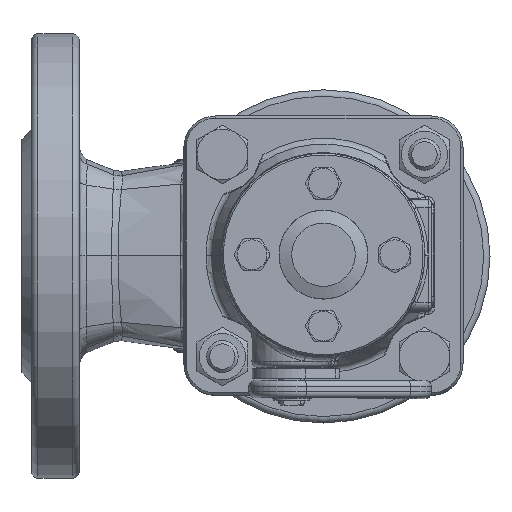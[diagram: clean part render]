
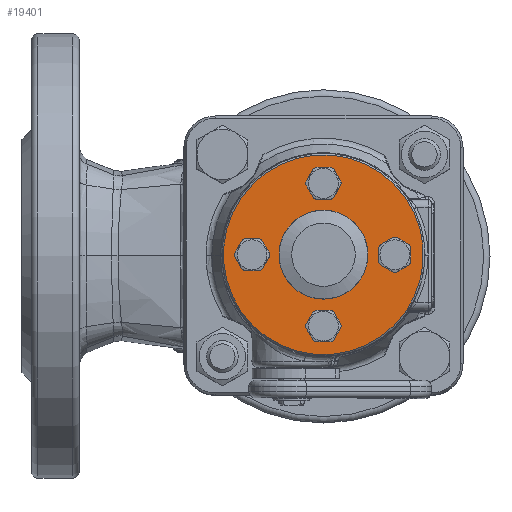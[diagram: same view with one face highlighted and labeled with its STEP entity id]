
A CAD part, top view. The second image highlights one B-rep face of the part: STEP entity #19401.
In plain terms, the highlighted planar face has unit normal (0, 0, 1).
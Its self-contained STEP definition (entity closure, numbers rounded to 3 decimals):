
#19165=CARTESIAN_POINT('',(22.275,-22.277,230.5));
#19166=VERTEX_POINT('',#19165);
#19167=CARTESIAN_POINT('',(-22.273,22.271,230.5));
#19168=VERTEX_POINT('',#19167);
#19169=CARTESIAN_POINT('',(0.001,-0.003,230.5));
#19170=DIRECTION('',(0.,-0.,1.));
#19171=DIRECTION('',(-0.707,0.707,0.));
#19172=AXIS2_PLACEMENT_3D('',#19169,#19170,#19171);
#19173=CIRCLE('',#19172,31.5);
#19174=EDGE_CURVE('NONE',#19166,#19168,#19173,.T.);
#19176=CARTESIAN_POINT('',(0.001,-0.003,230.5));
#19177=DIRECTION('',(0.,-0.,1.));
#19178=DIRECTION('',(-0.707,0.707,0.));
#19179=AXIS2_PLACEMENT_3D('',#19176,#19177,#19178);
#19180=CIRCLE('',#19179,31.5);
#19181=EDGE_CURVE('NONE',#19168,#19166,#19180,.T.);
#19237=CARTESIAN_POINT('',(9.9,-9.902,230.5));
#19238=VERTEX_POINT('',#19237);
#19239=CARTESIAN_POINT('',(-9.899,9.897,230.5));
#19240=VERTEX_POINT('',#19239);
#19241=CARTESIAN_POINT('',(0.001,-0.003,230.5));
#19242=DIRECTION('',(-0.,0.,-1.));
#19243=DIRECTION('',(-0.707,0.707,0.));
#19244=AXIS2_PLACEMENT_3D('',#19241,#19242,#19243);
#19245=CIRCLE('',#19244,14.);
#19246=EDGE_CURVE('NONE',#19238,#19240,#19245,.T.);
#19248=CARTESIAN_POINT('',(0.001,-0.003,230.5));
#19249=DIRECTION('',(-0.,0.,-1.));
#19250=DIRECTION('',(-0.707,0.707,0.));
#19251=AXIS2_PLACEMENT_3D('',#19248,#19249,#19250);
#19252=CIRCLE('',#19251,14.);
#19253=EDGE_CURVE('NONE',#19240,#19238,#19252,.T.);
#19388=CARTESIAN_POINT('',(-22.626,-22.63,230.5));
#19389=DIRECTION('',(-0.,0.,-1.));
#19390=DIRECTION('',(-0.707,0.707,0.));
#19391=AXIS2_PLACEMENT_3D('',#19388,#19389,#19390);
#19392=PLANE('',#19391);
#19393=ORIENTED_EDGE('',*,*,#19181,.T.);
#19394=ORIENTED_EDGE('',*,*,#19174,.T.);
#19395=EDGE_LOOP('',(#19393,#19394));
#19396=FACE_BOUND('',#19395,.T.);
#19397=ORIENTED_EDGE('',*,*,#19253,.T.);
#19398=ORIENTED_EDGE('',*,*,#19246,.T.);
#19399=EDGE_LOOP('',(#19397,#19398));
#19400=FACE_BOUND('',#19399,.T.);
#19401=ADVANCED_FACE('NONE',(#19396,#19400),#19392,.F.);
